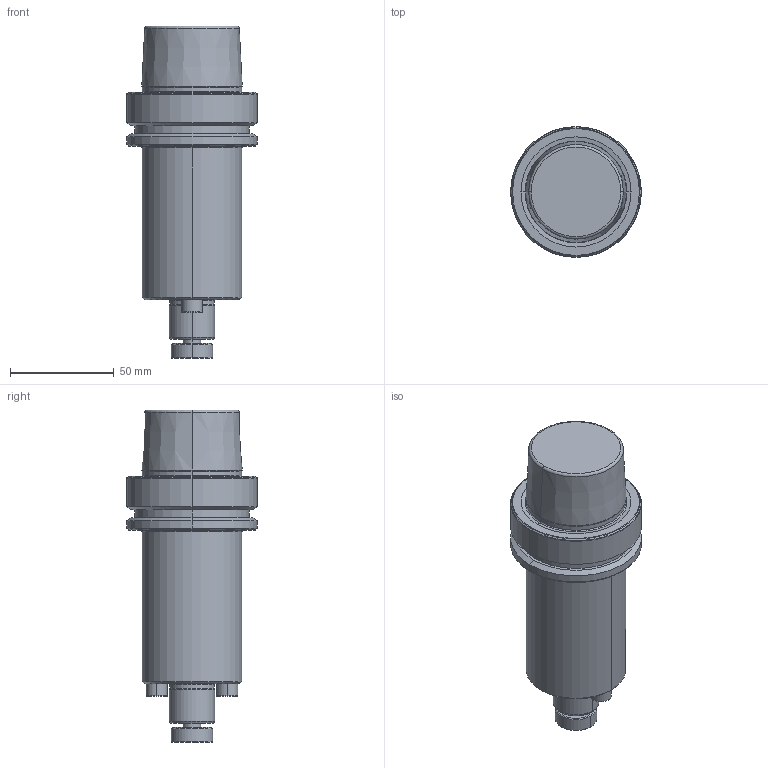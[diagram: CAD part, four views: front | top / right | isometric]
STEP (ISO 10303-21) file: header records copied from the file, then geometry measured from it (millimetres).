
FILE_DESCRIPTION (( 'STEP AP203' ), '1' );
FILE_NAME ('HSK-A 63 FMH22 050 6.3G 20000 SL SP.S.STEP', '2019-05-13T10:46:55', ( '' ), ( '' ), 'SwSTEP 2.0', 'SolidWorks 2014', '' );
FILE_SCHEMA (( 'CONFIG_CONTROL_DESIGN' ));
Length unit declared in the file: millimetre
Products named in the file (1): HSK-A 63 FMH22 050 6.3G 20000 SL SP.S
Bounding box: 63 x 63 x 159.9 mm (x, y, z)
Volume: 276828.9 mm3; surface area: 30316.8 mm2
Topology: 1 solids, 1 shells, 83 faces, 172 edges, 98 vertices
Faces by surface type: cone 26, torus 22, cylinder 22, plane 13
Entity records: 2287 total; most frequent: DIRECTION 464, CARTESIAN_POINT 354, ORIENTED_EDGE 344, AXIS2_PLACEMENT_3D 208, EDGE_CURVE 172, CIRCLE 124, VERTEX_POINT 98, EDGE_LOOP 90
